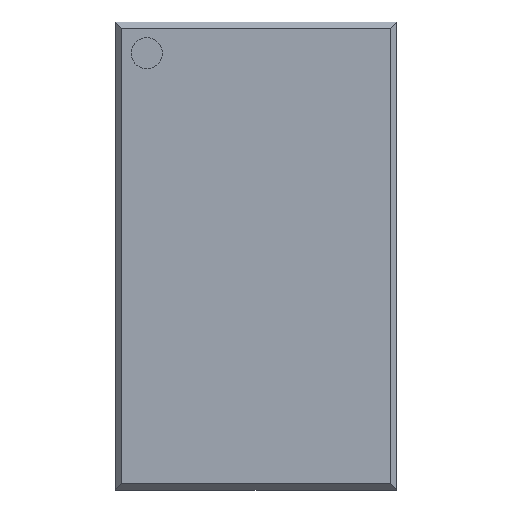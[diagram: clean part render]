
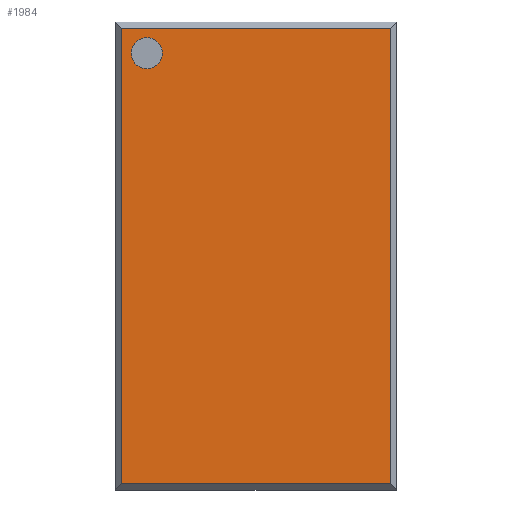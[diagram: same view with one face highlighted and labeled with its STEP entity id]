
A CAD part, top view. The second image highlights one B-rep face of the part: STEP entity #1984.
In plain terms, the highlighted planar face has unit normal (0, 0, 1).
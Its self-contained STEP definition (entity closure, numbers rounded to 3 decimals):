
#92=LINE('',#3546,#112);
#98=LINE('',#3557,#118);
#99=LINE('',#3560,#119);
#102=LINE('',#3565,#122);
#112=VECTOR('',#2719,8.6);
#118=VECTOR('',#2727,14.6);
#119=VECTOR('',#2730,8.6);
#122=VECTOR('',#2735,14.6);
#300=PLANE('',#2312);
#460=FACE_BOUND('',#796,.T.);
#548=FACE_OUTER_BOUND('',#795,.T.);
#795=EDGE_LOOP('',(#1645,#1646,#1647,#1648));
#796=EDGE_LOOP('',(#1649));
#1113=CIRCLE('',#2313,0.5);
#1271=VERTEX_POINT('',#3544);
#1272=VERTEX_POINT('',#3545);
#1276=VERTEX_POINT('',#3555);
#1277=VERTEX_POINT('',#3559);
#1282=VERTEX_POINT('',#3578);
#1441=EDGE_CURVE('',#1271,#1272,#92,.T.);
#1447=EDGE_CURVE('',#1276,#1271,#98,.T.);
#1448=EDGE_CURVE('',#1277,#1276,#99,.T.);
#1451=EDGE_CURVE('',#1272,#1277,#102,.T.);
#1458=EDGE_CURVE('',#1282,#1282,#1113,.T.);
#1645=ORIENTED_EDGE('',*,*,#1441,.F.);
#1646=ORIENTED_EDGE('',*,*,#1447,.F.);
#1647=ORIENTED_EDGE('',*,*,#1448,.F.);
#1648=ORIENTED_EDGE('',*,*,#1451,.F.);
#1649=ORIENTED_EDGE('',*,*,#1458,.T.);
#1984=ADVANCED_FACE('',(#548,#460),#300,.T.);
#2312=AXIS2_PLACEMENT_3D('',#3577,#2746,#2747);
#2313=AXIS2_PLACEMENT_3D('',#3579,#2748,#2749);
#2719=DIRECTION('',(-1.,0.,0.));
#2727=DIRECTION('',(0.,-1.,0.));
#2730=DIRECTION('',(1.,0.,0.));
#2735=DIRECTION('',(0.,1.,0.));
#2746=DIRECTION('center_axis',(0.,0.,1.));
#2747=DIRECTION('ref_axis',(0.,-1.,0.));
#2748=DIRECTION('center_axis',(0.,0.,-1.));
#2749=DIRECTION('ref_axis',(1.,0.,0.));
#3544=CARTESIAN_POINT('',(4.3,-7.3,2.62));
#3545=CARTESIAN_POINT('',(-4.3,-7.3,2.62));
#3546=CARTESIAN_POINT('',(0.,-7.3,2.62));
#3555=CARTESIAN_POINT('',(4.3,7.3,2.62));
#3557=CARTESIAN_POINT('',(4.3,0.,2.62));
#3559=CARTESIAN_POINT('',(-4.3,7.3,2.62));
#3560=CARTESIAN_POINT('',(0.,7.3,2.62));
#3565=CARTESIAN_POINT('',(-4.3,0.,2.62));
#3577=CARTESIAN_POINT('Origin',(0.,0.,2.62));
#3578=CARTESIAN_POINT('',(-3.,6.5,2.62));
#3579=CARTESIAN_POINT('Origin',(-3.5,6.5,2.62));
